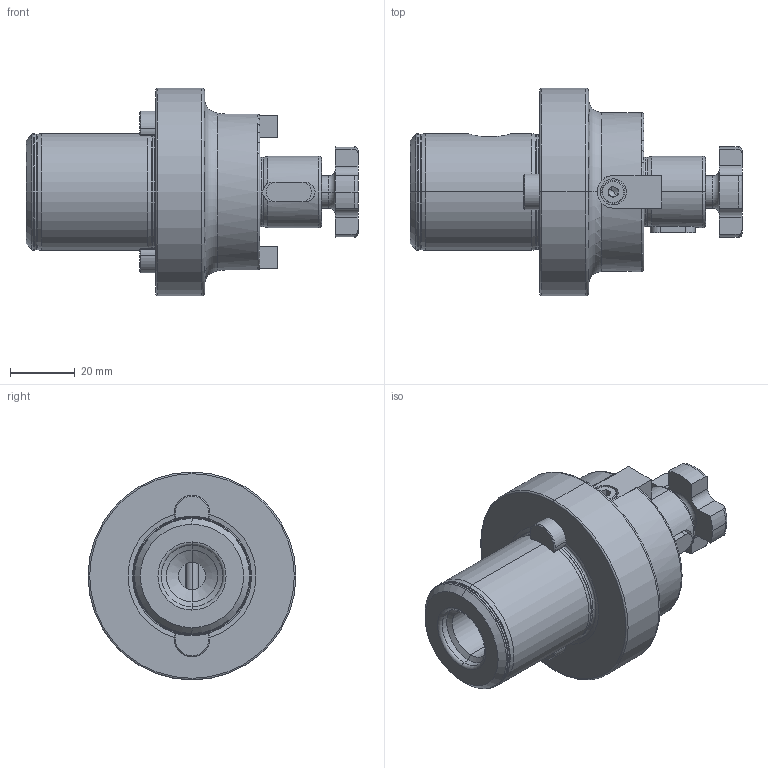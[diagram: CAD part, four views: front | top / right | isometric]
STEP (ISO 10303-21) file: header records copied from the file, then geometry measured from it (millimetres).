
FILE_DESCRIPTION (( 'STEP AP203' ), '1' );
FILE_NAME ('ST6-D22.002.032.STEP', '2016-02-12T10:15:20', ( 'SWIAdmin' ), ( 'Hewlett-Packard Company' ), 'SwSTEP 2.0', 'SolidWorks 2015', '' );
FILE_SCHEMA (( 'CONFIG_CONTROL_DESIGN' ));
Length unit declared in the file: millimetre
Products named in the file (7): D22-ER1.001.018_A; ISO 4762 M4 x 10; D22-ER3.001.014_A; ST6-D22.002.032_A; ST6-ER2.001.012_A; D22-ER2.002.010_A; ST6-D22.002.032
Assembly tree (9 placements, depth 2):
  ST6-D22.002.032
    ST6-D22.002.032_A
    D22-ER2.002.010_A  x2
    D22-ER1.001.018_A
    ISO 4762 M4 x 10  x2
    D22-ER3.001.014_A
    ST6-ER2.001.012_A  x2
Bounding box: 102.24 x 64 x 64 mm (x, y, z)
Volume: 120592.1 mm3; surface area: 27911.2 mm2
Topology: 9 solids, 9 shells, 272 faces, 614 edges, 362 vertices
Faces by surface type: cylinder 86, plane 77, cone 59, torus 50
Entity records: 7238 total; most frequent: CARTESIAN_POINT 1550, DIRECTION 1127, ORIENTED_EDGE 958, EDGE_CURVE 479, AXIS2_PLACEMENT_3D 464, VERTEX_POINT 285, CIRCLE 240, EDGE_LOOP 228
